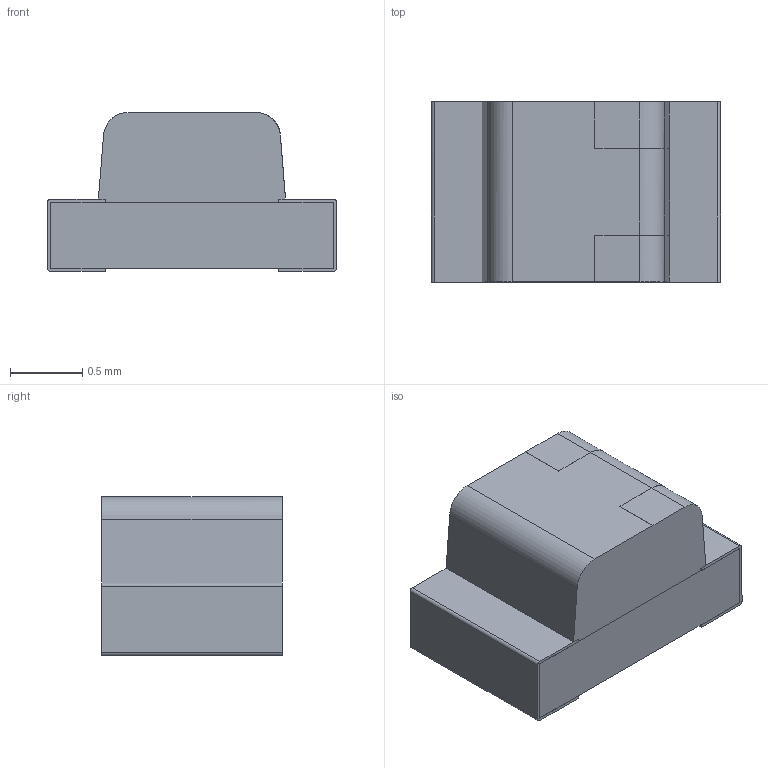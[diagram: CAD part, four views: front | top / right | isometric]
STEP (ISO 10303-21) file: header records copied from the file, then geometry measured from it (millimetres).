
FILE_DESCRIPTION (( 'STEP AP214' ), '1' );
FILE_NAME ('KP-2012-Yellow.STEP', '2023-01-24T11:32:45', ( '' ), ( '' ), 'SwSTEP 2.0', 'SolidWorks 2022', '' );
FILE_SCHEMA (( 'AUTOMOTIVE_DESIGN' ));
Length unit declared in the file: millimetre
Products named in the file (1): KP-2012-Yellow
Bounding box: 2 x 1.25 x 1.1 mm (x, y, z)
Surface area: 10.9 mm2 (no closed solid volume)
Topology: 0 solids, 10 shells, 60 faces, 184 edges, 123 vertices
Faces by surface type: plane 52, cylinder 8
Entity records: 2425 total; most frequent: CARTESIAN_POINT 944, ORIENTED_EDGE 278, EDGE_CURVE 184, B_SPLINE_CURVE_WITH_KNOTS 184, VERTEX_POINT 123, DIRECTION 122, EDGE_LOOP 61, AXIS2_PLACEMENT_3D 61
